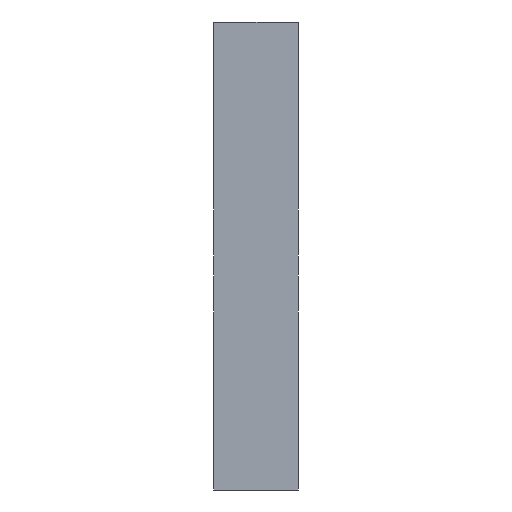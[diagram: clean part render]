
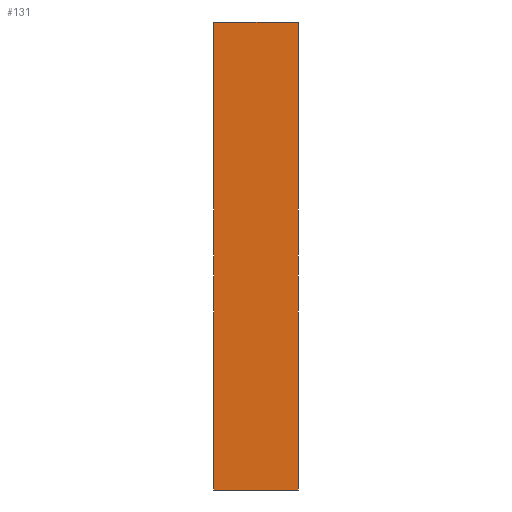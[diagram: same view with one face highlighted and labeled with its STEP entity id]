
A CAD part, left-side view. The second image highlights one B-rep face of the part: STEP entity #131.
In plain terms, the highlighted planar face has unit normal (-1, 0, 0).
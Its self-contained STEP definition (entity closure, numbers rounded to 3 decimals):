
#61=CARTESIAN_POINT('POINT7',(0.,4.572,0.));
#62=VERTEX_POINT('VERTEX7',#61);
#63=CARTESIAN_POINT('POINT8',(0.,0.,0.));
#64=VERTEX_POINT('VERTEX8',#63);
#65=CARTESIAN_POINT('POS7',(0.,4.572,0.));
#66=DIRECTION('DIR10',(0.,-1.,0.));
#67=VECTOR('VEC4',#66,25.4);
#68=LINE('STRAIGHT4',#65,#67);
#69=EDGE_CURVE('EDGE8',#62,#64,#68,.T.);
#101=CARTESIAN_POINT('POINT11',(0.,0.,25.4));
#102=VERTEX_POINT('VERTEX11',#101);
#103=CARTESIAN_POINT('POS12',(0.,0.,0.));
#104=DIRECTION('DIR16',(0.,0.,1.));
#105=VECTOR('VEC8',#104,25.4);
#106=LINE('STRAIGHT8',#103,#105);
#107=EDGE_CURVE('EDGE12',#64,#102,#106,.T.);
#108=ORIENTED_EDGE('COEDGE13',*,*,#107,.T.);
#109=CARTESIAN_POINT('POINT12',(0.,4.572,25.4));
#110=VERTEX_POINT('VERTEX12',#109);
#111=CARTESIAN_POINT('POS13',(0.,4.572,25.4));
#112=DIRECTION('DIR17',(0.,-1.,0.));
#113=VECTOR('VEC9',#112,25.4);
#114=LINE('STRAIGHT9',#111,#113);
#115=EDGE_CURVE('EDGE13',#110,#102,#114,.T.);
#116=ORIENTED_EDGE('COEDGE14',*,*,#115,.F.);
#117=CARTESIAN_POINT('POS14',(0.,4.572,0.));
#118=DIRECTION('DIR18',(0.,0.,1.));
#119=VECTOR('VEC10',#118,25.4);
#120=LINE('STRAIGHT10',#117,#119);
#121=EDGE_CURVE('EDGE14',#62,#110,#120,.T.);
#122=ORIENTED_EDGE('COEDGE15',*,*,#121,.F.);
#123=ORIENTED_EDGE('COEDGE16',*,*,#69,.T.);
#124=EDGE_LOOP('NONE',(#108,#116,#122,#123));
#125=FACE_BOUND('LOOP1',#124,.T.);
#126=CARTESIAN_POINT('POS15',(0.,4.572,0.));
#127=DIRECTION('DIR19',(-1.,0.,0.));
#128=DIRECTION('DIR20',(0.,1.,0.));
#129=AXIS2_PLACEMENT_3D('AXIS5',#126,#127,#128);
#130=PLANE('PLANE2',#129);
#131=ADVANCED_FACE('FACE4',(#125),#130,.T.);
